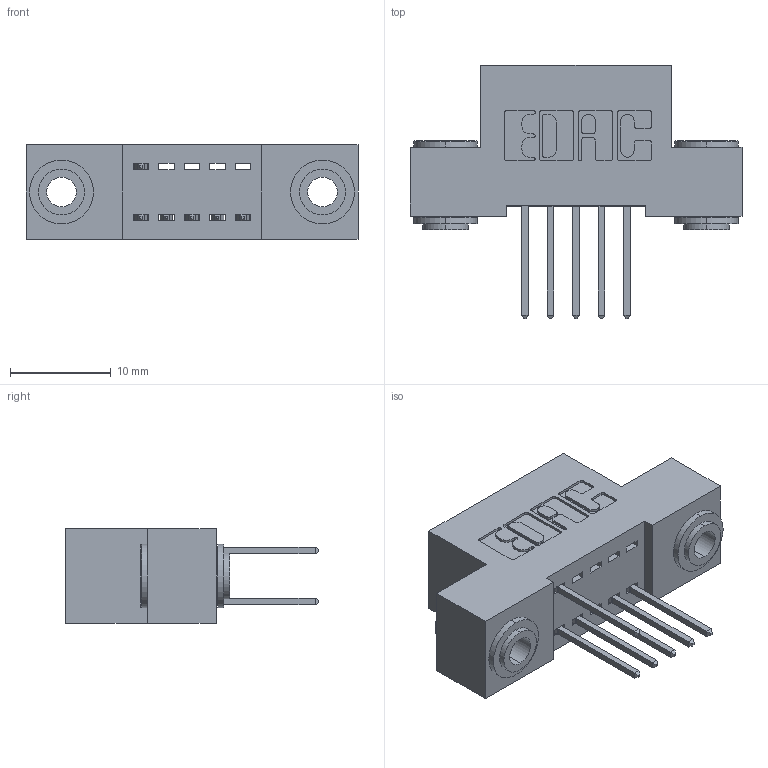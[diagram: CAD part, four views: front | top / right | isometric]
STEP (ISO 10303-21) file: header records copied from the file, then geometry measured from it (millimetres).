
FILE_DESCRIPTION (( 'STEP AP203' ), '1' );
FILE_NAME ('342-010-523-203.STEP', '2018-08-10T13:23:21', ( '' ), ( '' ), 'SwSTEP 2.0', 'SolidWorks 2016', '' );
FILE_SCHEMA (( 'CONFIG_CONTROL_DESIGN' ));
Length unit declared in the file: inch
Products named in the file (4): 342 Part_.156 TH; 345-292-001_345-293-123; 342-250-002_345-250-002-102; 342-010-523-203
Assembly tree (9 placements, depth 2):
  342-010-523-203
    342 Part_.156 TH
    345-292-001_345-293-123  x6
    342-250-002_345-250-002-102  x2
Bounding box: 33.02 x 25.15 x 9.4 mm (x, y, z)
Volume: 2790.8 mm3; surface area: 3698.5 mm2
Topology: 9 solids, 9 shells, 484 faces, 1389 edges, 914 vertices
Faces by surface type: plane 316, cylinder 160, cone 8
Entity records: 8410 total; most frequent: CARTESIAN_POINT 1429, ORIENTED_EDGE 1362, DIRECTION 1315, EDGE_CURVE 681, LINE 529, VECTOR 529, VERTEX_POINT 450, AXIS2_PLACEMENT_3D 393
